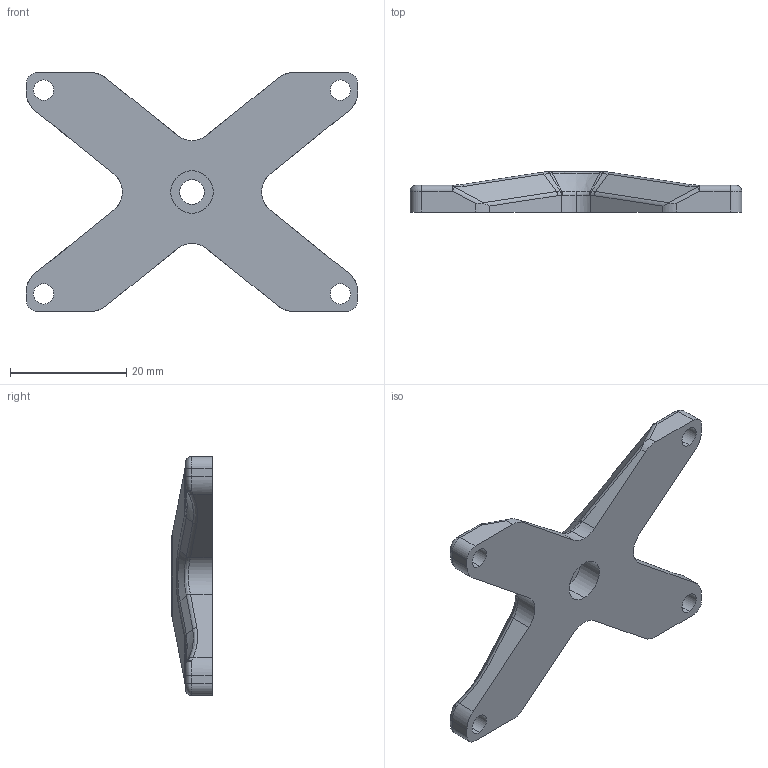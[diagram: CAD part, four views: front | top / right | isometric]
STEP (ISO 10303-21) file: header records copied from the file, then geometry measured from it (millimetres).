
FILE_DESCRIPTION (( 'STEP AP203' ), '1' );
Length unit declared in the file: millimetre
Products named in the file (1): Platform body
Bounding box: 57 x 7 x 41 mm (x, y, z)
Volume: 6658.8 mm3; surface area: 3920.6 mm2
Topology: 1 solids, 1 shells, 183 faces, 456 edges, 276 vertices
Faces by surface type: cylinder 67, bspline 58, plane 33, torus 14, sphere 8, cone 3
Entity records: 7641 total; most frequent: CARTESIAN_POINT 3719, ORIENTED_EDGE 912, DIRECTION 646, EDGE_CURVE 456, VERTEX_POINT 276, AXIS2_PLACEMENT_3D 254, EDGE_LOOP 194, ADVANCED_FACE 183
